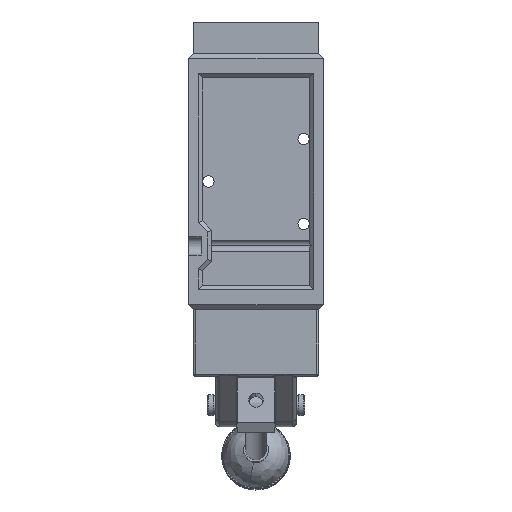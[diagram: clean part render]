
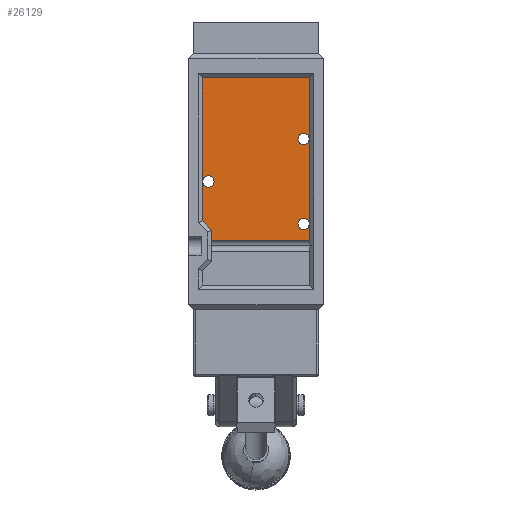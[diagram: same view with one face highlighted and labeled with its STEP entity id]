
A CAD part, front view. The second image highlights one B-rep face of the part: STEP entity #26129.
In plain terms, the highlighted planar face has unit normal (0, -1, 0).
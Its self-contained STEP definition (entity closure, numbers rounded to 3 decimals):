
#34 = EDGE_CURVE ( 'NONE', #23720, #47157, #24852, .T. ) ;
#623 = FACE_OUTER_BOUND ( 'NONE', #28104, .T. ) ;
#1606 = DIRECTION ( 'NONE',  ( 0., 0., 1. ) ) ;
#1779 = LINE ( 'NONE', #43360, #40958 ) ;
#1790 = ORIENTED_EDGE ( 'NONE', *, *, #9254, .T. ) ;
#1792 = CARTESIAN_POINT ( 'NONE',  ( 23., -16., 17.75 ) ) ;
#2279 = EDGE_CURVE ( 'NONE', #47580, #43230, #28853, .T. ) ;
#2436 = CARTESIAN_POINT ( 'NONE',  ( 26., -16., -28.347 ) ) ;
#2664 = CARTESIAN_POINT ( 'NONE',  ( -26., -16., 50. ) ) ;
#3770 = CIRCLE ( 'NONE', #34471, 2.75 ) ;
#3996 = CIRCLE ( 'NONE', #20496, 2.75 ) ;
#4355 = DIRECTION ( 'NONE',  ( 0., -1., 0. ) ) ;
#4716 = ORIENTED_EDGE ( 'NONE', *, *, #2279, .T. ) ;
#5186 = EDGE_CURVE ( 'NONE', #15244, #13266, #20430, .T. ) ;
#5391 = FACE_BOUND ( 'NONE', #31392, .T. ) ;
#6174 = VERTEX_POINT ( 'NONE', #30102 ) ;
#6177 = ORIENTED_EDGE ( 'NONE', *, *, #34, .T. ) ;
#6335 = DIRECTION ( 'NONE',  ( 0., 1., 0. ) ) ;
#6786 = CARTESIAN_POINT ( 'NONE',  ( 23., -16., -20.5 ) ) ;
#7297 = ORIENTED_EDGE ( 'NONE', *, *, #37534, .T. ) ;
#7646 = CARTESIAN_POINT ( 'NONE',  ( -26., -16., 50. ) ) ;
#7855 = AXIS2_PLACEMENT_3D ( 'NONE', #12927, #35481, #31324 ) ;
#9179 = CARTESIAN_POINT ( 'NONE',  ( 23., -16., -17.75 ) ) ;
#9254 = EDGE_CURVE ( 'NONE', #38901, #6174, #1779, .T. ) ;
#10046 = LINE ( 'NONE', #35314, #48683 ) ;
#10488 = ORIENTED_EDGE ( 'NONE', *, *, #18632, .T. ) ;
#11105 = EDGE_LOOP ( 'NONE', ( #4716, #11714 ) ) ;
#11714 = ORIENTED_EDGE ( 'NONE', *, *, #31919, .T. ) ;
#11773 = LINE ( 'NONE', #38261, #37298 ) ;
#11831 = CIRCLE ( 'NONE', #30360, 2.75 ) ;
#11835 = DIRECTION ( 'NONE',  ( 1., 0., 0. ) ) ;
#12598 = DIRECTION ( 'NONE',  ( 0., 0., 1. ) ) ;
#12927 = CARTESIAN_POINT ( 'NONE',  ( -23., -16., 0. ) ) ;
#13069 = DIRECTION ( 'NONE',  ( 0., 1., 0. ) ) ;
#13266 = VERTEX_POINT ( 'NONE', #27255 ) ;
#15017 = DIRECTION ( 'NONE',  ( 0., 1., 0. ) ) ;
#15244 = VERTEX_POINT ( 'NONE', #18856 ) ;
#16605 = CIRCLE ( 'NONE', #7855, 2.75 ) ;
#17610 = DIRECTION ( 'NONE',  ( 0., 0., 1. ) ) ;
#18632 = EDGE_CURVE ( 'NONE', #35045, #37640, #11831, .T. ) ;
#18856 = CARTESIAN_POINT ( 'NONE',  ( 26., -16., 50. ) ) ;
#19945 = AXIS2_PLACEMENT_3D ( 'NONE', #20630, #24268, #36219 ) ;
#20430 = LINE ( 'NONE', #2664, #44760 ) ;
#20496 = AXIS2_PLACEMENT_3D ( 'NONE', #26288, #15017, #41559 ) ;
#20630 = CARTESIAN_POINT ( 'NONE',  ( 23., -16., 20.5 ) ) ;
#21490 = ORIENTED_EDGE ( 'NONE', *, *, #39714, .T. ) ;
#21539 = DIRECTION ( 'NONE',  ( 0., 1., 0. ) ) ;
#21630 = CARTESIAN_POINT ( 'NONE',  ( -26., -16., -19. ) ) ;
#22839 = CARTESIAN_POINT ( 'NONE',  ( -23., -16., -2.75 ) ) ;
#23720 = VERTEX_POINT ( 'NONE', #44595 ) ;
#24268 = DIRECTION ( 'NONE',  ( 0., 1., 0. ) ) ;
#24852 = LINE ( 'NONE', #34562, #46301 ) ;
#26065 = EDGE_LOOP ( 'NONE', ( #33223, #7297 ) ) ;
#26074 = LINE ( 'NONE', #42129, #36806 ) ;
#26129 = ADVANCED_FACE ( 'NONE', ( #623, #46973, #34492, #5391 ), #45843, .T. ) ;
#26288 = CARTESIAN_POINT ( 'NONE',  ( 23., -16., -20.5 ) ) ;
#27255 = CARTESIAN_POINT ( 'NONE',  ( -26., -16., 50. ) ) ;
#28104 = EDGE_LOOP ( 'NONE', ( #1790, #21490, #6177, #28942, #29086, #37583 ) ) ;
#28853 = CIRCLE ( 'NONE', #19945, 2.75 ) ;
#28942 = ORIENTED_EDGE ( 'NONE', *, *, #30018, .T. ) ;
#29086 = ORIENTED_EDGE ( 'NONE', *, *, #5186, .T. ) ;
#30018 = EDGE_CURVE ( 'NONE', #47157, #15244, #10046, .T. ) ;
#30102 = CARTESIAN_POINT ( 'NONE',  ( -21.5, -16., -23.5 ) ) ;
#30360 = AXIS2_PLACEMENT_3D ( 'NONE', #48158, #6335, #17610 ) ;
#31273 = CIRCLE ( 'NONE', #31754, 2.75 ) ;
#31324 = DIRECTION ( 'NONE',  ( 0., 0., 1. ) ) ;
#31392 = EDGE_LOOP ( 'NONE', ( #10488, #43211 ) ) ;
#31754 = AXIS2_PLACEMENT_3D ( 'NONE', #35788, #13069, #1606 ) ;
#31919 = EDGE_CURVE ( 'NONE', #43230, #47580, #31273, .T. ) ;
#33223 = ORIENTED_EDGE ( 'NONE', *, *, #48809, .T. ) ;
#34471 = AXIS2_PLACEMENT_3D ( 'NONE', #6786, #21539, #44290 ) ;
#34492 = FACE_BOUND ( 'NONE', #11105, .T. ) ;
#34562 = CARTESIAN_POINT ( 'NONE',  ( -26., -16., -28.347 ) ) ;
#34630 = CARTESIAN_POINT ( 'NONE',  ( -23., -16., 2.75 ) ) ;
#35045 = VERTEX_POINT ( 'NONE', #34630 ) ;
#35112 = VERTEX_POINT ( 'NONE', #38116 ) ;
#35314 = CARTESIAN_POINT ( 'NONE',  ( 26., -16., 50. ) ) ;
#35481 = DIRECTION ( 'NONE',  ( 0., 1., 0. ) ) ;
#35788 = CARTESIAN_POINT ( 'NONE',  ( 23., -16., 20.5 ) ) ;
#36056 = DIRECTION ( 'NONE',  ( 0.707, 0., -0.707 ) ) ;
#36219 = DIRECTION ( 'NONE',  ( 0., 0., 1. ) ) ;
#36806 = VECTOR ( 'NONE', #38008, 1000. ) ;
#37298 = VECTOR ( 'NONE', #41574, 1000. ) ;
#37534 = EDGE_CURVE ( 'NONE', #35112, #46802, #3770, .T. ) ;
#37583 = ORIENTED_EDGE ( 'NONE', *, *, #47399, .T. ) ;
#37640 = VERTEX_POINT ( 'NONE', #22839 ) ;
#38008 = DIRECTION ( 'NONE',  ( 0., 0., -1. ) ) ;
#38116 = CARTESIAN_POINT ( 'NONE',  ( 23., -16., -23.25 ) ) ;
#38261 = CARTESIAN_POINT ( 'NONE',  ( -26., -16., 50. ) ) ;
#38880 = AXIS2_PLACEMENT_3D ( 'NONE', #7646, #4355, #41839 ) ;
#38901 = VERTEX_POINT ( 'NONE', #21630 ) ;
#39714 = EDGE_CURVE ( 'NONE', #6174, #23720, #26074, .T. ) ;
#39789 = EDGE_CURVE ( 'NONE', #37640, #35045, #16605, .T. ) ;
#40958 = VECTOR ( 'NONE', #36056, 1000. ) ;
#40966 = DIRECTION ( 'NONE',  ( -1., 0., 0. ) ) ;
#41559 = DIRECTION ( 'NONE',  ( 0., 0., 1. ) ) ;
#41574 = DIRECTION ( 'NONE',  ( 0., 0., -1. ) ) ;
#41839 = DIRECTION ( 'NONE',  ( 0., 0., -1. ) ) ;
#42129 = CARTESIAN_POINT ( 'NONE',  ( -21.5, -16., 50. ) ) ;
#43211 = ORIENTED_EDGE ( 'NONE', *, *, #39789, .T. ) ;
#43230 = VERTEX_POINT ( 'NONE', #1792 ) ;
#43360 = CARTESIAN_POINT ( 'NONE',  ( -26., -16., -19. ) ) ;
#44290 = DIRECTION ( 'NONE',  ( 0., 0., 1. ) ) ;
#44595 = CARTESIAN_POINT ( 'NONE',  ( -21.5, -16., -28.347 ) ) ;
#44760 = VECTOR ( 'NONE', #40966, 1000. ) ;
#45843 = PLANE ( 'NONE',  #38880 ) ;
#46301 = VECTOR ( 'NONE', #11835, 1000. ) ;
#46802 = VERTEX_POINT ( 'NONE', #9179 ) ;
#46973 = FACE_BOUND ( 'NONE', #26065, .T. ) ;
#47157 = VERTEX_POINT ( 'NONE', #2436 ) ;
#47399 = EDGE_CURVE ( 'NONE', #13266, #38901, #11773, .T. ) ;
#47580 = VERTEX_POINT ( 'NONE', #47834 ) ;
#47834 = CARTESIAN_POINT ( 'NONE',  ( 23., -16., 23.25 ) ) ;
#48158 = CARTESIAN_POINT ( 'NONE',  ( -23., -16., 0. ) ) ;
#48683 = VECTOR ( 'NONE', #12598, 1000. ) ;
#48809 = EDGE_CURVE ( 'NONE', #46802, #35112, #3996, .T. ) ;
